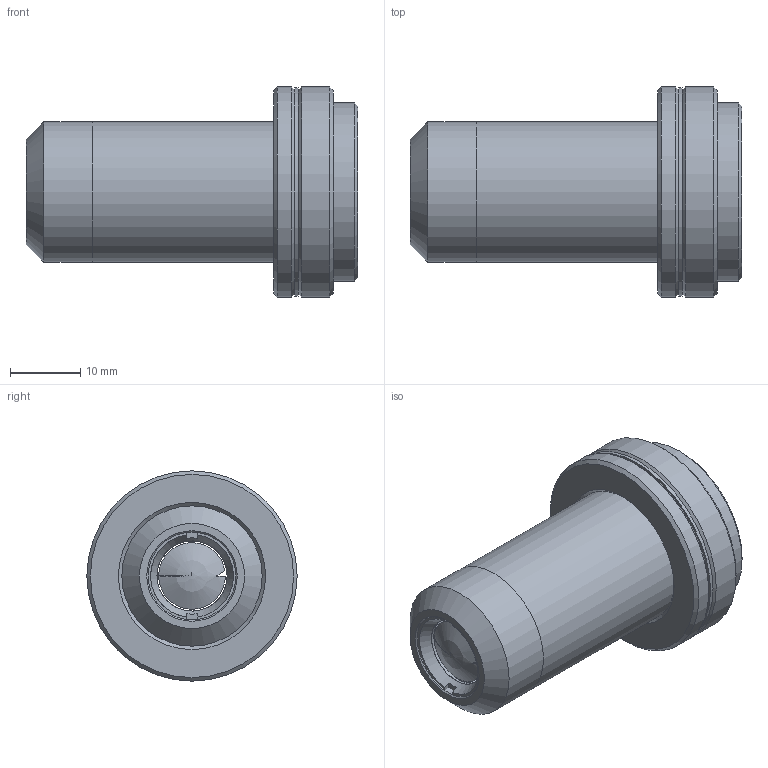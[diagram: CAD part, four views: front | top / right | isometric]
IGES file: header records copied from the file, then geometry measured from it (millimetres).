
Start section: SolidWorks IGES file using analytic representation for surfaces
Global section: file name: DP32346-A_MC3M075X.igs; native system: SolidWorks 2021; preprocessor: SolidWorks 2021; author: lrizzotto; date: 230308.105213; units: millimetre
Bounding box: 47.29 x 30 x 30 mm (x, y, z)
Surface area: 7128.1 mm2 (no closed solid volume)
Topology: 0 solids, 2 shells, 52 faces, 175 edges, 137 vertices
Faces by surface type: revolution 34, bspline 18
